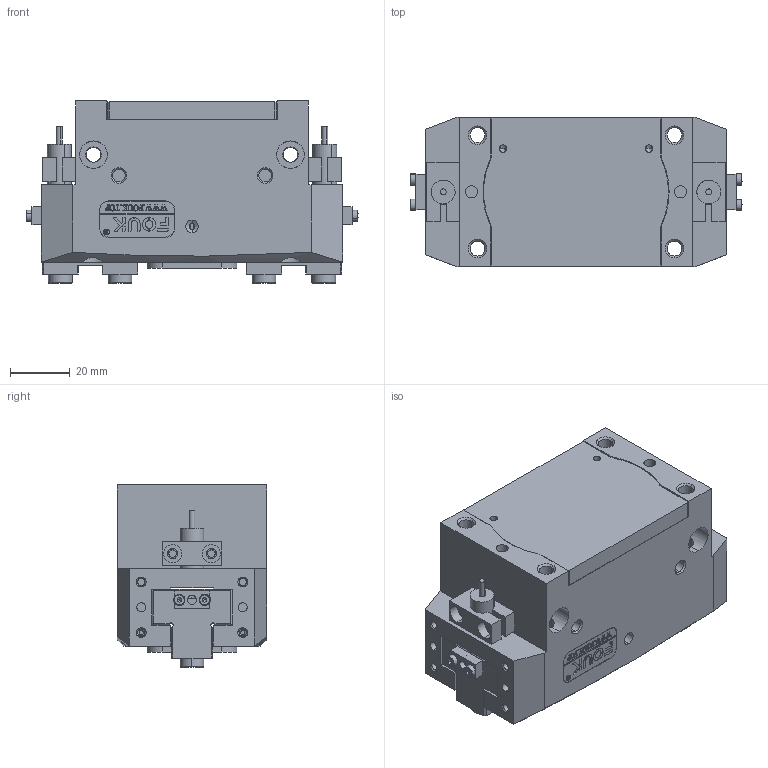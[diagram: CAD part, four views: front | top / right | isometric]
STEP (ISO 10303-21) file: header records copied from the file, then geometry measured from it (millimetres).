
FILE_DESCRIPTION (( 'STEP AP203' ), '1' );
FILE_NAME ('TR46-101.STEP', '2024-11-19T02:03:46', ( 'USER-' ), ( 'Microsoft' ), 'SwSTEP 2.0', 'SolidWorks 2018', '' );
FILE_SCHEMA (( 'CONFIG_CONTROL_DESIGN' ));
Length unit declared in the file: millimetre
Products named in the file (17): 25x12-R3; TR46-101; TR46 -101杅耀.sldasm-Part-15; 揤輸杅耀.sldasm-Part-9; 埴翐芛_GB_FASTENER_SCREWS_HSHCS M2X8-N; TR46 -101杅耀.sldasm-Part-11; TR46 -101杅耀.sldasm-Part-14; TR46 -101杅耀.sldasm-Part-2; TR46 -101杅耀.sldasm-Part-16; TR46 -101杅耀.sldasm-Part-8; TR46 -101杅耀.sldasm-Part-4; TR46 -101杅耀.sldasm-Part-5; TR46 -101杅耀.sldasm-Part-12; TR46-101菁裔啣杅耀.sldasm-Part-35; 揤輸蚾饜极; TR46 -101杅耀.sldasm-Part-17; TR46 -101杅耀.sldasm-Part-10
Assembly tree (19 placements, depth 3):
  TR46-101
    TR46 -101杅耀.sldasm-Part-2
    TR46 -101杅耀.sldasm-Part-4
    TR46 -101杅耀.sldasm-Part-5
    TR46 -101杅耀.sldasm-Part-8
    TR46 -101杅耀.sldasm-Part-10
    TR46 -101杅耀.sldasm-Part-11
    TR46 -101杅耀.sldasm-Part-12
    TR46 -101杅耀.sldasm-Part-14
    TR46 -101杅耀.sldasm-Part-15
    TR46 -101杅耀.sldasm-Part-16
    TR46 -101杅耀.sldasm-Part-17  x2
    TR46-101菁裔啣杅耀.sldasm-Part-35
    揤輸蚾饜极  x2
      揤輸杅耀.sldasm-Part-9
      埴翐芛_GB_FASTENER_SCREWS_HSHCS M2X8-N
    25x12-R3
Bounding box: 111.24 x 50 x 61 mm (x, y, z)
Volume: 229896.9 mm3; surface area: 66144.5 mm2
Topology: 20 solids, 20 shells, 1213 faces, 3115 edges, 2004 vertices
Faces by surface type: plane 583, cylinder 325, bspline 155, cone 142, torus 8
Entity records: 38975 total; most frequent: CARTESIAN_POINT 12597, ORIENTED_EDGE 5292, DIRECTION 4696, EDGE_CURVE 2646, VERTEX_POINT 1715, LINE 1588, VECTOR 1588, AXIS2_PLACEMENT_3D 1554
